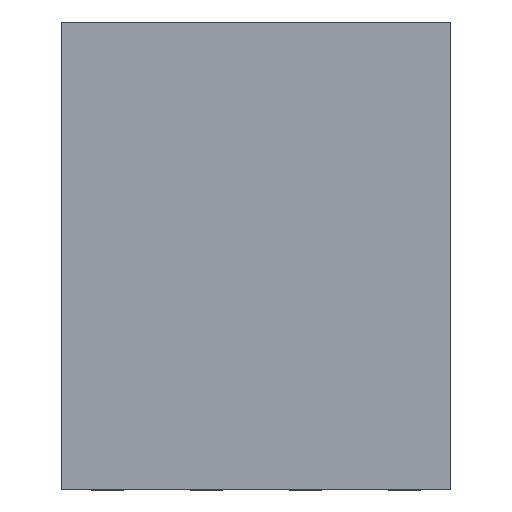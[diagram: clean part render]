
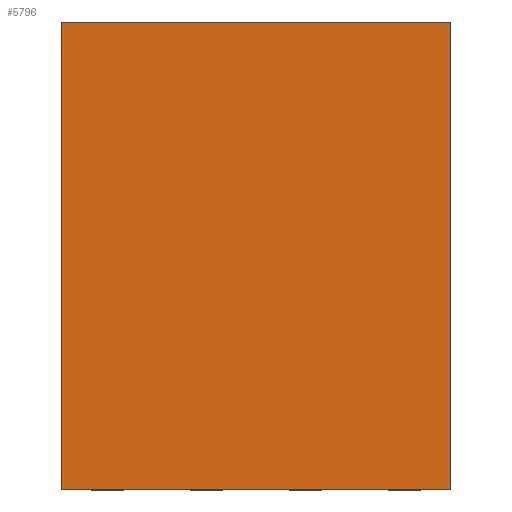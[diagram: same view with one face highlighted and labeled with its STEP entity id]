
A CAD part, top view. The second image highlights one B-rep face of the part: STEP entity #5796.
In plain terms, the highlighted face is planar.
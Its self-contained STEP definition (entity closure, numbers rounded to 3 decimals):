
#8 = CARTESIAN_POINT ( 'NONE',  ( -1871.381, -459.561, -0.75 ) ) ;
#660 = CARTESIAN_POINT ( 'NONE',  ( -1871.381, -453.561, -0.75 ) ) ;
#887 = DIRECTION ( 'NONE',  ( -1., 0., 0. ) ) ;
#917 = DIRECTION ( 'NONE',  ( 1., 0., 0. ) ) ;
#929 = CARTESIAN_POINT ( 'NONE',  ( 0., 0., -0.75 ) ) ;
#1142 = VECTOR ( 'NONE', #8183, 1000. ) ;
#1667 = EDGE_CURVE ( 'NONE', #3767, #9015, #7416, .T. ) ;
#1671 = LINE ( 'NONE', #2979, #4847 ) ;
#2213 = LINE ( 'NONE', #2349, #3904 ) ;
#2349 = CARTESIAN_POINT ( 'NONE',  ( -1871.381, -459.561, -0.75 ) ) ;
#2388 = DIRECTION ( 'NONE',  ( 0., 1., 0. ) ) ;
#2498 = ORIENTED_EDGE ( 'NONE', *, *, #1667, .F. ) ;
#2775 = CARTESIAN_POINT ( 'NONE',  ( -1866.381, -459.561, -0.75 ) ) ;
#2811 = ORIENTED_EDGE ( 'NONE', *, *, #6609, .F. ) ;
#2979 = CARTESIAN_POINT ( 'NONE',  ( -1866.381, -459.561, -0.75 ) ) ;
#3694 = EDGE_LOOP ( 'NONE', ( #2811, #4061, #6338, #2498 ) ) ;
#3731 = EDGE_CURVE ( 'NONE', #9015, #3778, #5973, .T. ) ;
#3767 = VERTEX_POINT ( 'NONE', #5926 ) ;
#3778 = VERTEX_POINT ( 'NONE', #6729 ) ;
#3904 = VECTOR ( 'NONE', #917, 1000. ) ;
#4041 = VECTOR ( 'NONE', #6685, 1000. ) ;
#4061 = ORIENTED_EDGE ( 'NONE', *, *, #5144, .F. ) ;
#4205 = AXIS2_PLACEMENT_3D ( 'NONE', #929, #6741, #887 ) ;
#4533 = PLANE ( 'NONE',  #4205 ) ;
#4847 = VECTOR ( 'NONE', #2388, 1000. ) ;
#5144 = EDGE_CURVE ( 'NONE', #3778, #6886, #2213, .T. ) ;
#5796 = ADVANCED_FACE ( 'NONE', ( #7556 ), #4533, .T. ) ;
#5926 = CARTESIAN_POINT ( 'NONE',  ( -1866.381, -453.561, -0.75 ) ) ;
#5973 = LINE ( 'NONE', #8, #4041 ) ;
#6338 = ORIENTED_EDGE ( 'NONE', *, *, #3731, .F. ) ;
#6608 = CARTESIAN_POINT ( 'NONE',  ( -1871.381, -453.561, -0.75 ) ) ;
#6609 = EDGE_CURVE ( 'NONE', #6886, #3767, #1671, .T. ) ;
#6685 = DIRECTION ( 'NONE',  ( 0., -1., 0. ) ) ;
#6729 = CARTESIAN_POINT ( 'NONE',  ( -1871.381, -459.561, -0.75 ) ) ;
#6741 = DIRECTION ( 'NONE',  ( 0., 0., -1. ) ) ;
#6886 = VERTEX_POINT ( 'NONE', #2775 ) ;
#7416 = LINE ( 'NONE', #6608, #1142 ) ;
#7556 = FACE_OUTER_BOUND ( 'NONE', #3694, .T. ) ;
#8183 = DIRECTION ( 'NONE',  ( -1., 0., 0. ) ) ;
#9015 = VERTEX_POINT ( 'NONE', #660 ) ;
